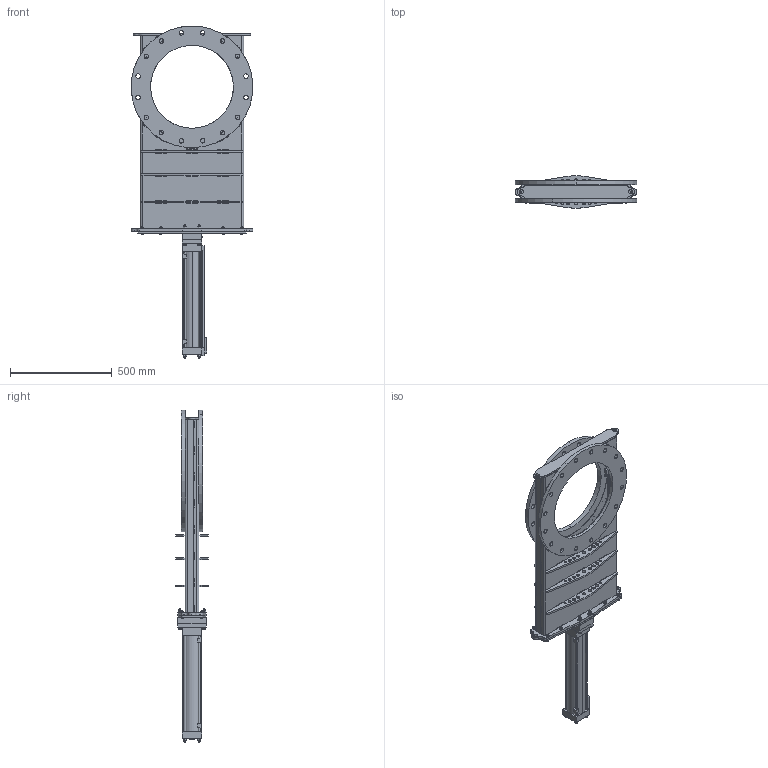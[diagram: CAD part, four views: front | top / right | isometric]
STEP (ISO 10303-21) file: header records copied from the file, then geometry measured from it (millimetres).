
FILE_DESCRIPTION (( 'STEP AP203' ), '1' );
FILE_NAME ('116208-02.STEP', '2014-09-22T19:29:36', ( '' ), ( '' ), 'SwSTEP 2.0', 'SolidWorks 2014', '' );
FILE_SCHEMA (( 'CONFIG_CONTROL_DESIGN' ));
Length unit declared in the file: inch
Products named in the file (1): 116208-02
Bounding box: 596.9 x 157.99 x 1629.17 mm (x, y, z)
Surface area: 3060778.9 mm2 (no closed solid volume)
Topology: 0 solids, 127 shells, 842 faces, 3139 edges, 2377 vertices
Faces by surface type: plane 433, cylinder 348, cone 61
Entity records: 35308 total; most frequent: CARTESIAN_POINT 8278, DIRECTION 5661, ORIENTED_EDGE 4726, EDGE_CURVE 3135, VERTEX_POINT 2377, AXIS2_PLACEMENT_3D 1948, VECTOR 1765, LINE 1765
